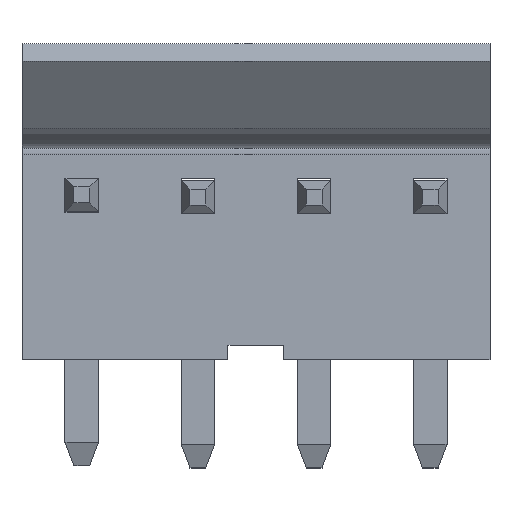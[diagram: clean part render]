
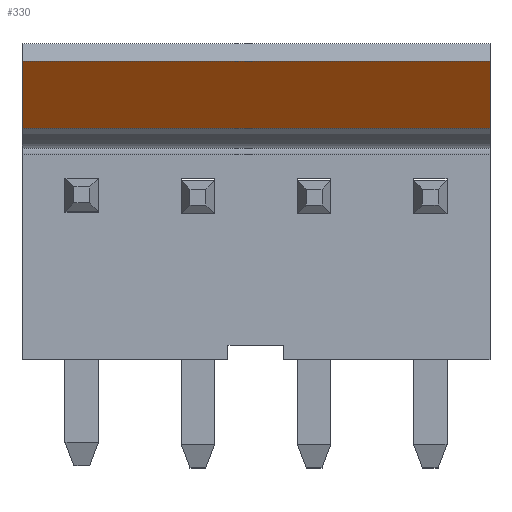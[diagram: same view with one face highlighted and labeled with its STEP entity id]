
A CAD part, top view. The second image highlights one B-rep face of the part: STEP entity #330.
In plain terms, the highlighted planar face has unit normal (0, -0.591, 0.807).
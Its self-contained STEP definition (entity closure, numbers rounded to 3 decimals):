
#330 = ADVANCED_FACE( '', ( #627 ), #628, .T. );
#627 = FACE_OUTER_BOUND( '', #896, .T. );
#628 = PLANE( '', #897 );
#896 = EDGE_LOOP( '', ( #1629, #1630, #1631, #1632 ) );
#897 = AXIS2_PLACEMENT_3D( '', #1633, #1634, #1635 );
#1629 = ORIENTED_EDGE( '', *, *, #1685, .F. );
#1630 = ORIENTED_EDGE( '', *, *, #1920, .F. );
#1631 = ORIENTED_EDGE( '', *, *, #1821, .T. );
#1632 = ORIENTED_EDGE( '', *, *, #1930, .T. );
#1633 = CARTESIAN_POINT( '', ( -7.975, 5.898, 8.977 ) );
#1634 = DIRECTION( '', ( 0., -0.591, 0.807 ) );
#1635 = DIRECTION( '', ( 0., -0.807, -0.591 ) );
#1685 = EDGE_CURVE( '', #2005, #2007, #2008, .T. );
#1821 = EDGE_CURVE( '', #2232, #2230, #2233, .T. );
#1920 = EDGE_CURVE( '', #2232, #2005, #2350, .T. );
#1930 = EDGE_CURVE( '', #2230, #2007, #2360, .T. );
#2005 = VERTEX_POINT( '', #2461 );
#2007 = VERTEX_POINT( '', #2464 );
#2008 = LINE( '', #2465, #2466 );
#2230 = VERTEX_POINT( '', #2787 );
#2232 = VERTEX_POINT( '', #2789 );
#2233 = LINE( '', #2790, #2791 );
#2350 = LINE( '', #2969, #2970 );
#2360 = LINE( '', #2982, #2983 );
#2461 = CARTESIAN_POINT( '', ( 7.975, 8.184, 10.65 ) );
#2464 = CARTESIAN_POINT( '', ( 7.975, 5.898, 8.977 ) );
#2465 = CARTESIAN_POINT( '', ( 7.975, 5.898, 8.977 ) );
#2466 = VECTOR( '', #3033, 1000. );
#2787 = CARTESIAN_POINT( '', ( -7.975, 5.898, 8.977 ) );
#2789 = CARTESIAN_POINT( '', ( -7.975, 8.184, 10.65 ) );
#2790 = CARTESIAN_POINT( '', ( -7.975, 5.898, 8.977 ) );
#2791 = VECTOR( '', #3175, 1000. );
#2969 = CARTESIAN_POINT( '', ( -7.975, 8.184, 10.65 ) );
#2970 = VECTOR( '', #3237, 1000. );
#2982 = CARTESIAN_POINT( '', ( -7.975, 5.898, 8.977 ) );
#2983 = VECTOR( '', #3240, 1000. );
#3033 = DIRECTION( '', ( 0., -0.807, -0.591 ) );
#3175 = DIRECTION( '', ( 0., -0.807, -0.591 ) );
#3237 = DIRECTION( '', ( 1., 0., 0. ) );
#3240 = DIRECTION( '', ( 1., 0., 0. ) );
